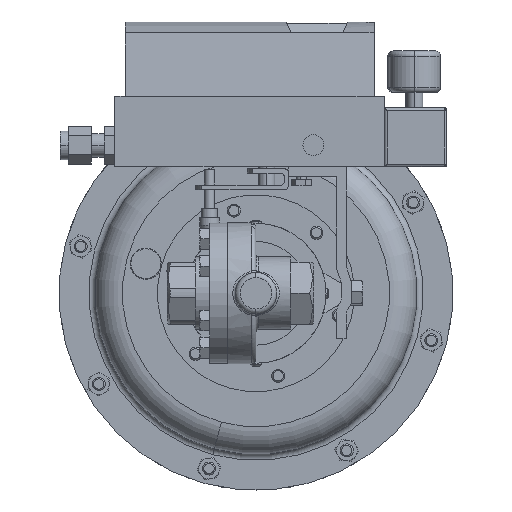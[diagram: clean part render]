
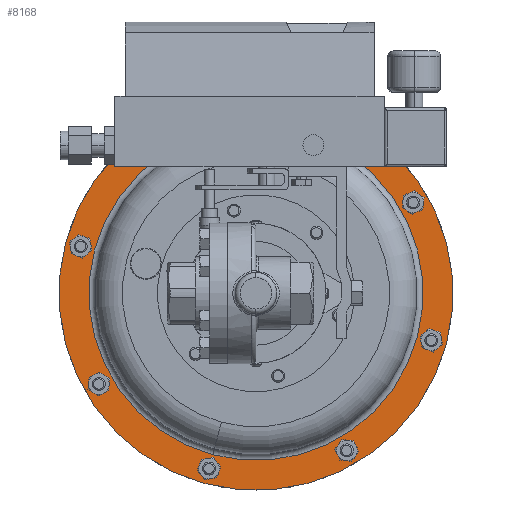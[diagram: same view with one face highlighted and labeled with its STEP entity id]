
A CAD part, front view. The second image highlights one B-rep face of the part: STEP entity #8168.
In plain terms, the highlighted planar face has unit normal (0, -1, 0).
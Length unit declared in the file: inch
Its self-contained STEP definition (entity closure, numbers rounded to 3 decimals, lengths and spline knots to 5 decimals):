
#705 = CARTESIAN_POINT ( 'NONE',  ( 1.54942, 10.31137, 3.28012 ) ) ;
#1346 = CARTESIAN_POINT ( 'NONE',  ( -3.03873, 10.31137, 4.50951 ) ) ;
#1607 = ORIENTED_EDGE ( 'NONE', *, *, #28358, .T. ) ;
#2993 = DIRECTION ( 'NONE',  ( -0.259, 0., -0.966 ) ) ;
#3711 = AXIS2_PLACEMENT_3D ( 'NONE', #19918, #5634, #22364 ) ;
#4648 = FACE_BOUND ( 'NONE', #16890, .T. ) ;
#4990 = DIRECTION ( 'NONE',  ( 0., 1., 0. ) ) ;
#5634 = DIRECTION ( 'NONE',  ( 0., 1., 0. ) ) ;
#6124 = AXIS2_PLACEMENT_3D ( 'NONE', #1346, #22725, #8281 ) ;
#8008 = CARTESIAN_POINT ( 'NONE',  ( 1.54942, 10.31137, 3.28012 ) ) ;
#8168 = ADVANCED_FACE ( 'NONE', ( #4648, #22580 ), #29748, .T. ) ;
#8281 = DIRECTION ( 'NONE',  ( 0.259, 0., 0.966 ) ) ;
#10015 = CARTESIAN_POINT ( 'NONE',  ( 2.5922, 10.31137, 7.17183 ) ) ;
#10035 = AXIS2_PLACEMENT_3D ( 'NONE', #705, #17110, #2993 ) ;
#10065 = ORIENTED_EDGE ( 'NONE', *, *, #15943, .F. ) ;
#10246 = ORIENTED_EDGE ( 'NONE', *, *, #24884, .T. ) ;
#10325 = DIRECTION ( 'NONE',  ( -0.259, 0., -0.966 ) ) ;
#11101 = CIRCLE ( 'NONE', #3711, 4.75 ) ;
#12881 = CIRCLE ( 'NONE', #20360, 4.029 ) ;
#13327 = CARTESIAN_POINT ( 'NONE',  ( 0.50664, 10.31137, -0.6116 ) ) ;
#14654 = ORIENTED_EDGE ( 'NONE', *, *, #29885, .F. ) ;
#15943 = EDGE_CURVE ( 'NONE', #16656, #26194, #28003, .T. ) ;
#16521 = VERTEX_POINT ( 'NONE', #10015 ) ;
#16656 = VERTEX_POINT ( 'NONE', #30189 ) ;
#16683 = VERTEX_POINT ( 'NONE', #13327 ) ;
#16890 = EDGE_LOOP ( 'NONE', ( #1607, #10246 ) ) ;
#17110 = DIRECTION ( 'NONE',  ( 0., 1., 0. ) ) ;
#19201 = CARTESIAN_POINT ( 'NONE',  ( 1.54942, 10.31137, 3.28012 ) ) ;
#19918 = CARTESIAN_POINT ( 'NONE',  ( 1.54942, 10.31137, 3.28012 ) ) ;
#20360 = AXIS2_PLACEMENT_3D ( 'NONE', #19201, #4990, #21680 ) ;
#20479 = CARTESIAN_POINT ( 'NONE',  ( 0.32003, 10.31137, -1.30803 ) ) ;
#21680 = DIRECTION ( 'NONE',  ( -0.259, 0., -0.966 ) ) ;
#22364 = DIRECTION ( 'NONE',  ( -0.259, 0., -0.966 ) ) ;
#22580 = FACE_OUTER_BOUND ( 'NONE', #30142, .T. ) ;
#22725 = DIRECTION ( 'NONE',  ( 0., -1., 0. ) ) ;
#24543 = CIRCLE ( 'NONE', #28583, 4.029 ) ;
#24843 = DIRECTION ( 'NONE',  ( 0., 1., 0. ) ) ;
#24884 = EDGE_CURVE ( 'NONE', #16521, #16683, #12881, .T. ) ;
#26194 = VERTEX_POINT ( 'NONE', #20479 ) ;
#28003 = CIRCLE ( 'NONE', #10035, 4.75 ) ;
#28358 = EDGE_CURVE ( 'NONE', #16683, #16521, #24543, .T. ) ;
#28583 = AXIS2_PLACEMENT_3D ( 'NONE', #8008, #24843, #10325 ) ;
#29748 = PLANE ( 'NONE',  #6124 ) ;
#29885 = EDGE_CURVE ( 'NONE', #26194, #16656, #11101, .T. ) ;
#30142 = EDGE_LOOP ( 'NONE', ( #14654, #10065 ) ) ;
#30189 = CARTESIAN_POINT ( 'NONE',  ( 2.77881, 10.31137, 7.86827 ) ) ;
